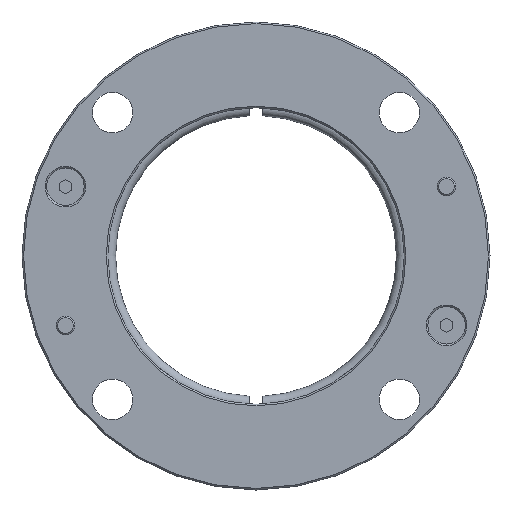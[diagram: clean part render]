
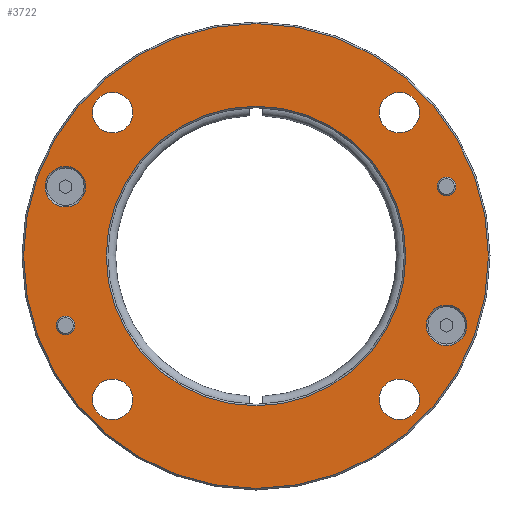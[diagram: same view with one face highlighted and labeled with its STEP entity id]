
A CAD part, front view. The second image highlights one B-rep face of the part: STEP entity #3722.
In plain terms, the highlighted face is planar.
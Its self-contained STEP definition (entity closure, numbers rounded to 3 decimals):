
#299=FACE_BOUND('',#635,.T.);
#300=FACE_BOUND('',#636,.T.);
#301=FACE_BOUND('',#637,.T.);
#302=FACE_BOUND('',#638,.T.);
#303=FACE_BOUND('',#639,.T.);
#304=FACE_BOUND('',#640,.T.);
#305=FACE_BOUND('',#641,.T.);
#306=FACE_BOUND('',#642,.T.);
#307=FACE_BOUND('',#643,.T.);
#335=PLANE('',#3973);
#433=FACE_OUTER_BOUND('',#634,.T.);
#634=EDGE_LOOP('',(#2457));
#635=EDGE_LOOP('',(#2458));
#636=EDGE_LOOP('',(#2459));
#637=EDGE_LOOP('',(#2460));
#638=EDGE_LOOP('',(#2461));
#639=EDGE_LOOP('',(#2462));
#640=EDGE_LOOP('',(#2463));
#641=EDGE_LOOP('',(#2464));
#642=EDGE_LOOP('',(#2465));
#643=EDGE_LOOP('',(#2466));
#1514=CIRCLE('',#3971,6.5);
#1516=CIRCLE('',#3974,74.5);
#1517=CIRCLE('',#3975,6.5);
#1518=CIRCLE('',#3976,3.);
#1519=CIRCLE('',#3977,3.);
#1520=CIRCLE('',#3978,6.5);
#1521=CIRCLE('',#3979,6.5);
#1522=CIRCLE('',#3980,6.5);
#1523=CIRCLE('',#3981,6.5);
#1524=CIRCLE('',#3982,48.);
#1564=VERTEX_POINT('',#4836);
#1566=VERTEX_POINT('',#4842);
#1567=VERTEX_POINT('',#4844);
#1568=VERTEX_POINT('',#4846);
#1569=VERTEX_POINT('',#4848);
#1570=VERTEX_POINT('',#4850);
#1571=VERTEX_POINT('',#4852);
#1572=VERTEX_POINT('',#4854);
#1573=VERTEX_POINT('',#4856);
#1574=VERTEX_POINT('',#4858);
#1919=EDGE_CURVE('',#1564,#1564,#1514,.T.);
#1922=EDGE_CURVE('',#1566,#1566,#1516,.T.);
#1923=EDGE_CURVE('',#1567,#1567,#1517,.T.);
#1924=EDGE_CURVE('',#1568,#1568,#1518,.T.);
#1925=EDGE_CURVE('',#1569,#1569,#1519,.T.);
#1926=EDGE_CURVE('',#1570,#1570,#1520,.T.);
#1927=EDGE_CURVE('',#1571,#1571,#1521,.T.);
#1928=EDGE_CURVE('',#1572,#1572,#1522,.T.);
#1929=EDGE_CURVE('',#1573,#1573,#1523,.T.);
#1930=EDGE_CURVE('',#1574,#1574,#1524,.T.);
#2457=ORIENTED_EDGE('',*,*,#1922,.F.);
#2458=ORIENTED_EDGE('',*,*,#1923,.F.);
#2459=ORIENTED_EDGE('',*,*,#1924,.T.);
#2460=ORIENTED_EDGE('',*,*,#1925,.T.);
#2461=ORIENTED_EDGE('',*,*,#1926,.T.);
#2462=ORIENTED_EDGE('',*,*,#1927,.T.);
#2463=ORIENTED_EDGE('',*,*,#1928,.T.);
#2464=ORIENTED_EDGE('',*,*,#1929,.T.);
#2465=ORIENTED_EDGE('',*,*,#1930,.F.);
#2466=ORIENTED_EDGE('',*,*,#1919,.F.);
#3722=ADVANCED_FACE('',(#433,#299,#300,#301,#302,#303,#304,#305,#306,#307),
#335,.T.);
#3971=AXIS2_PLACEMENT_3D('',#4837,#4155,#4156);
#3973=AXIS2_PLACEMENT_3D('',#4841,#4160,#4161);
#3974=AXIS2_PLACEMENT_3D('',#4843,#4162,#4163);
#3975=AXIS2_PLACEMENT_3D('',#4845,#4164,#4165);
#3976=AXIS2_PLACEMENT_3D('',#4847,#4166,#4167);
#3977=AXIS2_PLACEMENT_3D('',#4849,#4168,#4169);
#3978=AXIS2_PLACEMENT_3D('',#4851,#4170,#4171);
#3979=AXIS2_PLACEMENT_3D('',#4853,#4172,#4173);
#3980=AXIS2_PLACEMENT_3D('',#4855,#4174,#4175);
#3981=AXIS2_PLACEMENT_3D('',#4857,#4176,#4177);
#3982=AXIS2_PLACEMENT_3D('',#4859,#4178,#4179);
#4155=DIRECTION('center_axis',(0.,1.,0.));
#4156=DIRECTION('ref_axis',(1.,0.,0.));
#4160=DIRECTION('center_axis',(0.,1.,0.));
#4161=DIRECTION('ref_axis',(0.,0.,1.));
#4162=DIRECTION('center_axis',(0.,-1.,0.));
#4163=DIRECTION('ref_axis',(1.,0.,0.));
#4164=DIRECTION('center_axis',(0.,1.,0.));
#4165=DIRECTION('ref_axis',(1.,0.,0.));
#4166=DIRECTION('center_axis',(0.,-1.,0.));
#4167=DIRECTION('ref_axis',(1.,0.,0.));
#4168=DIRECTION('center_axis',(0.,-1.,0.));
#4169=DIRECTION('ref_axis',(1.,0.,0.));
#4170=DIRECTION('center_axis',(0.,-1.,0.));
#4171=DIRECTION('ref_axis',(-1.,0.,0.));
#4172=DIRECTION('center_axis',(0.,-1.,0.));
#4173=DIRECTION('ref_axis',(-1.,0.,0.));
#4174=DIRECTION('center_axis',(0.,-1.,0.));
#4175=DIRECTION('ref_axis',(-1.,0.,0.));
#4176=DIRECTION('center_axis',(0.,-1.,0.));
#4177=DIRECTION('ref_axis',(-1.,0.,0.));
#4178=DIRECTION('center_axis',(0.,1.,0.));
#4179=DIRECTION('ref_axis',(1.,0.,0.));
#4836=CARTESIAN_POINT('',(54.58,9.,22.231));
#4837=CARTESIAN_POINT('Origin',(61.08,9.,22.231));
#4841=CARTESIAN_POINT('Origin',(-61.25,9.,0.));
#4842=CARTESIAN_POINT('',(-74.5,9.,0.));
#4843=CARTESIAN_POINT('Origin',(0.,9.,0.));
#4844=CARTESIAN_POINT('',(-67.58,9.,-22.231));
#4845=CARTESIAN_POINT('Origin',(-61.08,9.,-22.231));
#4846=CARTESIAN_POINT('',(58.08,9.,-22.231));
#4847=CARTESIAN_POINT('Origin',(61.08,9.,-22.231));
#4848=CARTESIAN_POINT('',(-64.08,9.,22.231));
#4849=CARTESIAN_POINT('Origin',(-61.08,9.,22.231));
#4850=CARTESIAN_POINT('',(-39.462,9.,-45.962));
#4851=CARTESIAN_POINT('Origin',(-45.962,9.,-45.962));
#4852=CARTESIAN_POINT('',(52.462,9.,-45.962));
#4853=CARTESIAN_POINT('Origin',(45.962,9.,-45.962));
#4854=CARTESIAN_POINT('',(-39.462,9.,45.962));
#4855=CARTESIAN_POINT('Origin',(-45.962,9.,45.962));
#4856=CARTESIAN_POINT('',(52.462,9.,45.962));
#4857=CARTESIAN_POINT('Origin',(45.962,9.,45.962));
#4858=CARTESIAN_POINT('',(-48.,9.,0.));
#4859=CARTESIAN_POINT('Origin',(0.,9.,0.));
